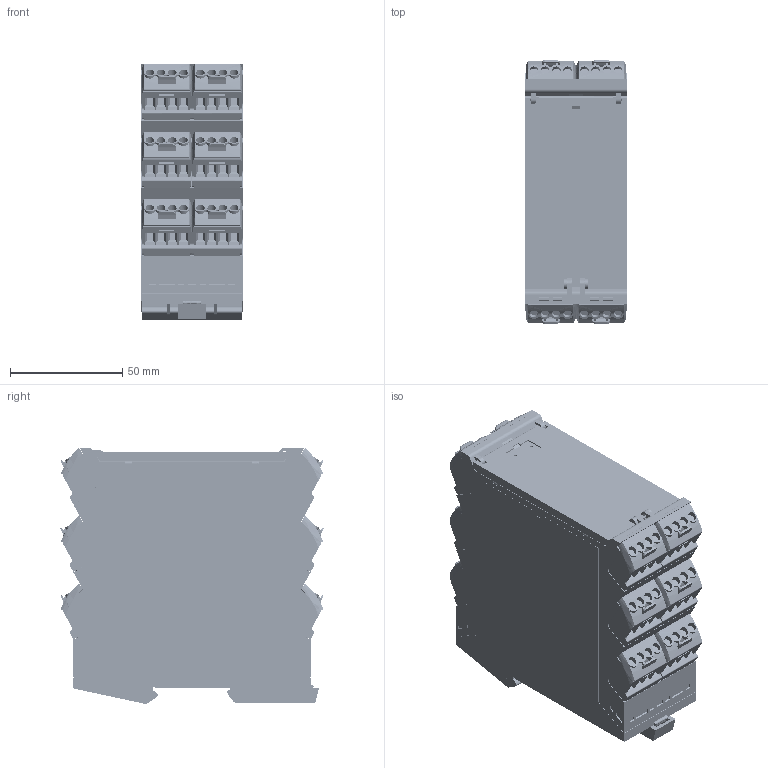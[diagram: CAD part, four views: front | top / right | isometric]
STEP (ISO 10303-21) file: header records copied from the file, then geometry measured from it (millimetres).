
FILE_DESCRIPTION(('CATIA V5 STEP Exchange','CAx-IF Rec.Pracs.--- Model Styling and Organization---1.4--- 2014-01-23'),'2;1');
FILE_NAME ('D1474132_0_1519520000_S3D_CH20M45_SET_33-33_BK_OR.stp','2021-02-16T13:53:34+00:00',('none'),('Weidmueller'),'CATIA Version 5-6 Release 2016 SP3 HF44','CATIA V5 STEP AP214','none');
FILE_SCHEMA(('AUTOMOTIVE_DESIGN { 1 0 10303 214 1 1 1 1 }'));
Products named in the file (1): S3D_CH20M45_SET_33-33_BK_OR
Bounding box: 45 x 117.21 x 114.02 mm (x, y, z)
Volume: 158140.1 mm3; surface area: 202049.7 mm2
Topology: 186 solids, 186 shells, 9245 faces, 27396 edges, 18709 vertices
Faces by surface type: plane 6794, cylinder 1609, extrusion 720, revolution 96, bspline 24, sphere 2
Entity records: 317403 total; most frequent: CARTESIAN_POINT 71802, ORIENTED_EDGE 54792, DIRECTION 38964, EDGE_CURVE 27396, VECTOR 20971, LINE 20251, VERTEX_POINT 18709, AXIS2_PLACEMENT_3D 10810
